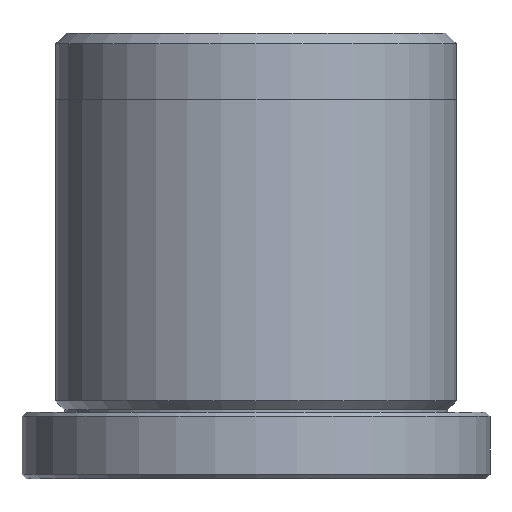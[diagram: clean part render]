
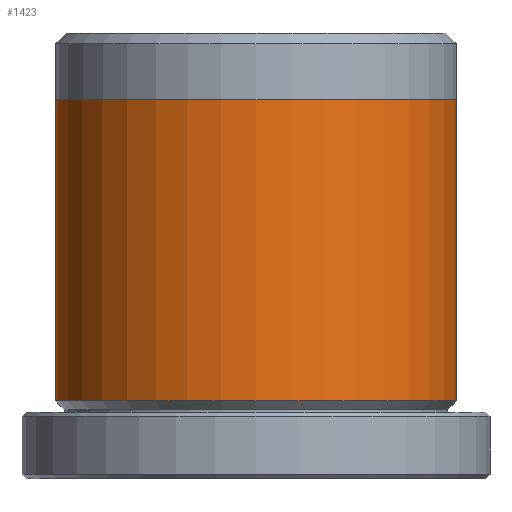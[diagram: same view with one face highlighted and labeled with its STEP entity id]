
A CAD part, front view. The second image highlights one B-rep face of the part: STEP entity #1423.
In plain terms, the highlighted cylindrical face has radius 9 mm (diameter 18 mm), a partial arc.
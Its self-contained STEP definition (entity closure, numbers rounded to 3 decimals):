
#7 = DIRECTION ( 'NONE',  ( 0., 0., -1. ) ) ;
#74 = ORIENTED_EDGE ( 'NONE', *, *, #1284, .F. ) ;
#113 = ORIENTED_EDGE ( 'NONE', *, *, #1185, .T. ) ;
#133 = DIRECTION ( 'NONE',  ( -1., 0., 0. ) ) ;
#179 = VERTEX_POINT ( 'NONE', #198 ) ;
#198 = CARTESIAN_POINT ( 'NONE',  ( 9., 0., 17. ) ) ;
#327 = CIRCLE ( 'NONE', #550, 9. ) ;
#366 = CYLINDRICAL_SURFACE ( 'NONE', #1042, 9. ) ;
#432 = DIRECTION ( 'NONE',  ( -1., 0., 0. ) ) ;
#468 = DIRECTION ( 'NONE',  ( 0., 0., 1. ) ) ;
#543 = DIRECTION ( 'NONE',  ( 0., 0., -1. ) ) ;
#550 = AXIS2_PLACEMENT_3D ( 'NONE', #1835, #990, #133 ) ;
#589 = LINE ( 'NONE', #1663, #953 ) ;
#612 = CARTESIAN_POINT ( 'NONE',  ( -9., 0., 17. ) ) ;
#665 = ORIENTED_EDGE ( 'NONE', *, *, #910, .F. ) ;
#767 = LINE ( 'NONE', #992, #1472 ) ;
#910 = EDGE_CURVE ( 'NONE', #1623, #1234, #327, .T. ) ;
#953 = VECTOR ( 'NONE', #543, 1000. ) ;
#990 = DIRECTION ( 'NONE',  ( 0., 0., -1. ) ) ;
#992 = CARTESIAN_POINT ( 'NONE',  ( -9., 0., 20. ) ) ;
#1042 = AXIS2_PLACEMENT_3D ( 'NONE', #1556, #1123, #432 ) ;
#1092 = EDGE_CURVE ( 'NONE', #1535, #179, #1597, .T. ) ;
#1123 = DIRECTION ( 'NONE',  ( 0., 0., -1. ) ) ;
#1139 = EDGE_LOOP ( 'NONE', ( #74, #1534, #113, #665 ) ) ;
#1185 = EDGE_CURVE ( 'NONE', #1535, #1234, #767, .T. ) ;
#1234 = VERTEX_POINT ( 'NONE', #1294 ) ;
#1284 = EDGE_CURVE ( 'NONE', #179, #1623, #589, .T. ) ;
#1294 = CARTESIAN_POINT ( 'NONE',  ( -9., 0., 3.5 ) ) ;
#1313 = CARTESIAN_POINT ( 'NONE',  ( 0., 0., 17. ) ) ;
#1423 = ADVANCED_FACE ( 'NONE', ( #1490 ), #366, .T. ) ;
#1455 = DIRECTION ( 'NONE',  ( 1., 0., 0. ) ) ;
#1472 = VECTOR ( 'NONE', #7, 1000. ) ;
#1490 = FACE_OUTER_BOUND ( 'NONE', #1139, .T. ) ;
#1534 = ORIENTED_EDGE ( 'NONE', *, *, #1092, .F. ) ;
#1535 = VERTEX_POINT ( 'NONE', #612 ) ;
#1556 = CARTESIAN_POINT ( 'NONE',  ( 0., 0., 20. ) ) ;
#1597 = CIRCLE ( 'NONE', #1771, 9. ) ;
#1623 = VERTEX_POINT ( 'NONE', #1758 ) ;
#1663 = CARTESIAN_POINT ( 'NONE',  ( 9., 0., 20. ) ) ;
#1758 = CARTESIAN_POINT ( 'NONE',  ( 9., 0., 3.5 ) ) ;
#1771 = AXIS2_PLACEMENT_3D ( 'NONE', #1313, #468, #1455 ) ;
#1835 = CARTESIAN_POINT ( 'NONE',  ( 0., 0., 3.5 ) ) ;
